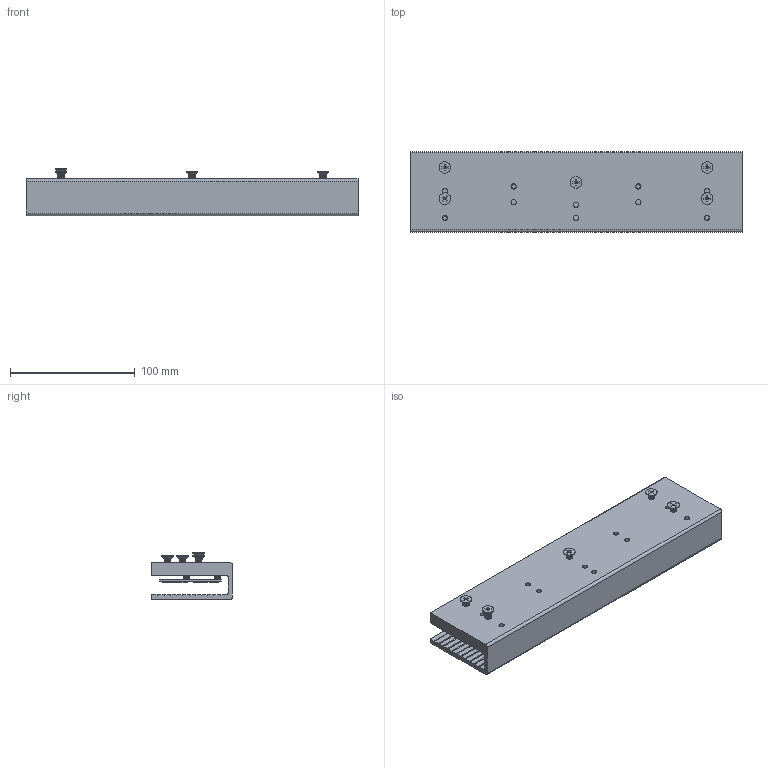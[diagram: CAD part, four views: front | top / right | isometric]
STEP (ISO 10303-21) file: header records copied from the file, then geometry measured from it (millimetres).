
FILE_DESCRIPTION (( 'STEP AP214' ), '1' );
FILE_NAME ('EF300_550UL.step', '2021-07-29T14:13:17', ( '' ), ( '' ), 'SwSTEP 2.0', 'SolidWorks 2020', '' );
FILE_SCHEMA (( 'AUTOMOTIVE_DESIGN' ));
Length unit declared in the file: millimetre
Products named in the file (12): ISO 7046-1 - M5 x 16 - Z --- 16S-1; EF300-EF550-PLAQUE PROTECTRICE EF300-550U-L-1; ISO 4026 - M5 x 10-S-4; ISO 7046-1 - M5 x 16 - Z --- 16S-2; ISO 4026 - M5 x 10-S-3; ISO 4026 - M5 x 10-S-1; ISO 7046-1 - M5 x 16 - Z --- 16S-4; EF550-KIT U EF550 MODIF KIT L-1; ISO 7046-1 - M5 x 16 - Z --- 16S-3; EF300_550UL; ISO 7046-1 - M5 x 16 - Z --- 16S-5; ISO 4026 - M5 x 10-S-2
Assembly tree (11 placements, depth 2):
  EF300_550UL
    EF550-KIT U EF550 MODIF KIT L-1
    EF300-EF550-PLAQUE PROTECTRICE EF300-550U-L-1
    ISO 4026 - M5 x 10-S-1
    ISO 4026 - M5 x 10-S-2
    ISO 4026 - M5 x 10-S-3
    ISO 4026 - M5 x 10-S-4
    ISO 7046-1 - M5 x 16 - Z --- 16S-4
    ISO 7046-1 - M5 x 16 - Z --- 16S-3
    ISO 7046-1 - M5 x 16 - Z --- 16S-5
    ISO 7046-1 - M5 x 16 - Z --- 16S-1
    ISO 7046-1 - M5 x 16 - Z --- 16S-2
Bounding box: 266 x 64.75 x 37.76 mm (x, y, z)
Volume: 278275.8 mm3; surface area: 116567.5 mm2
Topology: 11 solids, 11 shells, 1098 faces, 2871 edges, 1801 vertices
Faces by surface type: cone 594, cylinder 304, plane 190, torus 10
Entity records: 34827 total; most frequent: DIRECTION 6597, CARTESIAN_POINT 5894, ORIENTED_EDGE 5722, EDGE_CURVE 2861, AXIS2_PLACEMENT_3D 2664, VERTEX_POINT 1801, CIRCLE 1552, VECTOR 1269
